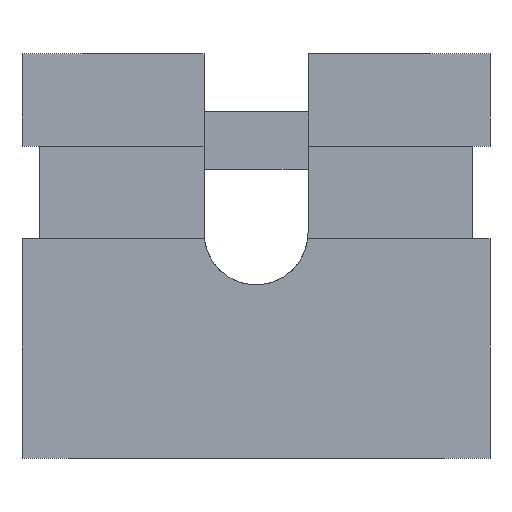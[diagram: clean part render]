
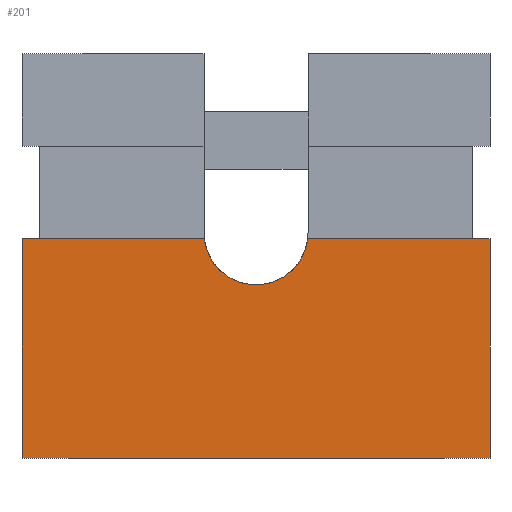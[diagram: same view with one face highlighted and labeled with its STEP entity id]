
A CAD part, front view. The second image highlights one B-rep face of the part: STEP entity #201.
In plain terms, the highlighted planar face has unit normal (0, -1, 0).
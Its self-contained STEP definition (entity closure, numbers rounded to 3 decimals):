
#201 = ADVANCED_FACE( '', ( #486 ), #487, .T. );
#486 = FACE_OUTER_BOUND( '', #866, .T. );
#487 = PLANE( '', #867 );
#866 = EDGE_LOOP( '', ( #1273, #1274, #1275, #1276, #1277, #1278 ) );
#867 = AXIS2_PLACEMENT_3D( '', #1279, #1280, #1281 );
#1273 = ORIENTED_EDGE( '', *, *, #2401, .F. );
#1274 = ORIENTED_EDGE( '', *, *, #2402, .T. );
#1275 = ORIENTED_EDGE( '', *, *, #2403, .F. );
#1276 = ORIENTED_EDGE( '', *, *, #2404, .T. );
#1277 = ORIENTED_EDGE( '', *, *, #2405, .T. );
#1278 = ORIENTED_EDGE( '', *, *, #2406, .T. );
#1279 = CARTESIAN_POINT( '', ( 0., -0.95, 0. ) );
#1280 = DIRECTION( '', ( 0., -1., 0. ) );
#1281 = DIRECTION( '', ( 0., 0., -1. ) );
#2401 = EDGE_CURVE( '', #2878, #2879, #2880, .T. );
#2402 = EDGE_CURVE( '', #2878, #2881, #2882, .T. );
#2403 = EDGE_CURVE( '', #2883, #2881, #2884, .T. );
#2404 = EDGE_CURVE( '', #2883, #2885, #2886, .T. );
#2405 = EDGE_CURVE( '', #2885, #2887, #2888, .T. );
#2406 = EDGE_CURVE( '', #2887, #2879, #2889, .T. );
#2878 = VERTEX_POINT( '', #3564 );
#2879 = VERTEX_POINT( '', #3565 );
#2880 = LINE( '', #3566, #3567 );
#2881 = VERTEX_POINT( '', #3568 );
#2882 = CIRCLE( '', #3569, 0.45 );
#2883 = VERTEX_POINT( '', #3570 );
#2884 = LINE( '', #3571, #3572 );
#2885 = VERTEX_POINT( '', #3573 );
#2886 = LINE( '', #3574, #3575 );
#2887 = VERTEX_POINT( '', #3576 );
#2888 = LINE( '', #3577, #3578 );
#2889 = LINE( '', #3579, #3580 );
#3564 = CARTESIAN_POINT( '', ( 0.447, -0.95, 0.149 ) );
#3565 = CARTESIAN_POINT( '', ( 2.025, -0.95, 0.149 ) );
#3566 = CARTESIAN_POINT( '', ( -2.025, -0.95, 0.149 ) );
#3567 = VECTOR( '', #4453, 1000. );
#3568 = CARTESIAN_POINT( '', ( -0.447, -0.95, 0.149 ) );
#3569 = AXIS2_PLACEMENT_3D( '', #4454, #4455, #4456 );
#3570 = CARTESIAN_POINT( '', ( -2.025, -0.95, 0.149 ) );
#3571 = CARTESIAN_POINT( '', ( -2.025, -0.95, 0.149 ) );
#3572 = VECTOR( '', #4457, 1000. );
#3573 = CARTESIAN_POINT( '', ( -2.025, -0.95, -1.75 ) );
#3574 = CARTESIAN_POINT( '', ( -2.025, -0.95, 1.75 ) );
#3575 = VECTOR( '', #4458, 1000. );
#3576 = CARTESIAN_POINT( '', ( 2.025, -0.95, -1.75 ) );
#3577 = CARTESIAN_POINT( '', ( -2.025, -0.95, -1.75 ) );
#3578 = VECTOR( '', #4459, 1000. );
#3579 = CARTESIAN_POINT( '', ( 2.025, -0.95, -1.75 ) );
#3580 = VECTOR( '', #4460, 1000. );
#4453 = DIRECTION( '', ( 1., 0., 0. ) );
#4454 = CARTESIAN_POINT( '', ( 0., -0.95, 0.2 ) );
#4455 = DIRECTION( '', ( 0., 1., 0. ) );
#4456 = DIRECTION( '', ( 1., 0., 0. ) );
#4457 = DIRECTION( '', ( 1., 0., 0. ) );
#4458 = DIRECTION( '', ( 0., 0., -1. ) );
#4459 = DIRECTION( '', ( 1., 0., 0. ) );
#4460 = DIRECTION( '', ( 0., 0., 1. ) );
